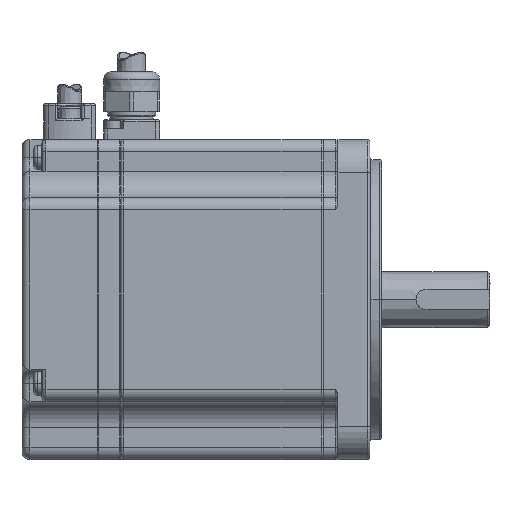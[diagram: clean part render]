
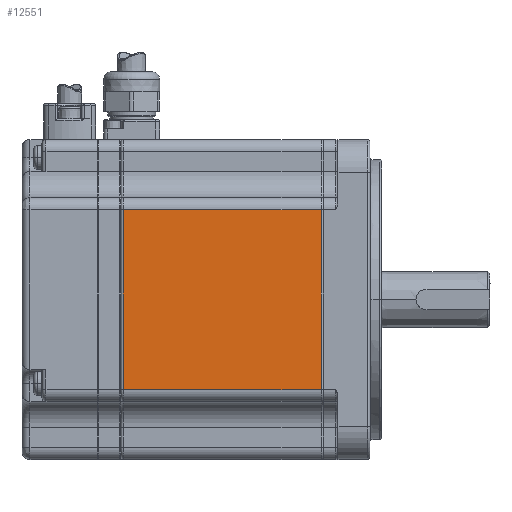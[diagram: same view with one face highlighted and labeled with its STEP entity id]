
A CAD part, front view. The second image highlights one B-rep face of the part: STEP entity #12551.
In plain terms, the highlighted planar face has unit normal (0, -1, 0).
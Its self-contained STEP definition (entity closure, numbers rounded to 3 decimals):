
#12512=DIRECTION('',(-1.,0.,0.));
#12513=VECTOR('',#12512,49.5);
#12514=CARTESIAN_POINT('',(-12.2,0.,17.5));
#12515=LINE('',#12514,#12513);
#12516=DIRECTION('',(0.,0.,1.));
#12517=VECTOR('',#12516,45.);
#12518=CARTESIAN_POINT('',(-61.7,0.,17.5));
#12519=LINE('',#12518,#12517);
#12520=DIRECTION('',(1.,0.,0.));
#12521=VECTOR('',#12520,49.5);
#12522=CARTESIAN_POINT('',(-61.7,0.,62.5));
#12523=LINE('',#12522,#12521);
#12524=DIRECTION('',(0.,0.,-1.));
#12525=VECTOR('',#12524,45.);
#12526=CARTESIAN_POINT('',(-12.2,0.,62.5));
#12527=LINE('',#12526,#12525);
#12528=CARTESIAN_POINT('',(-61.7,0.,17.5));
#12529=CARTESIAN_POINT('',(-12.2,0.,17.5));
#12530=VERTEX_POINT('',#12528);
#12531=VERTEX_POINT('',#12529);
#12532=CARTESIAN_POINT('',(-12.2,0.,62.5));
#12533=VERTEX_POINT('',#12532);
#12534=CARTESIAN_POINT('',(-61.7,0.,62.5));
#12535=VERTEX_POINT('',#12534);
#12536=CARTESIAN_POINT('',(-36.95,0.,
40.));
#12537=DIRECTION('',(0.,1.,0.));
#12538=DIRECTION('',(0.,0.,1.));
#12539=AXIS2_PLACEMENT_3D('',#12536,#12537,#12538);
#12540=PLANE('',#12539);
#12542=ORIENTED_EDGE('',*,*,#12541,.T.);
#12544=ORIENTED_EDGE('',*,*,#12543,.T.);
#12546=ORIENTED_EDGE('',*,*,#12545,.T.);
#12548=ORIENTED_EDGE('',*,*,#12547,.T.);
#12549=EDGE_LOOP('',(#12542,#12544,#12546,#12548));
#12550=FACE_OUTER_BOUND('',#12549,.F.);
#12551=ADVANCED_FACE('',(#12550),#12540,.F.);
#12541=EDGE_CURVE('',#12531,#12530,#12515,.T.);
#12543=EDGE_CURVE('',#12530,#12535,#12519,.T.);
#12545=EDGE_CURVE('',#12535,#12533,#12523,.T.);
#12547=EDGE_CURVE('',#12533,#12531,#12527,.T.);
